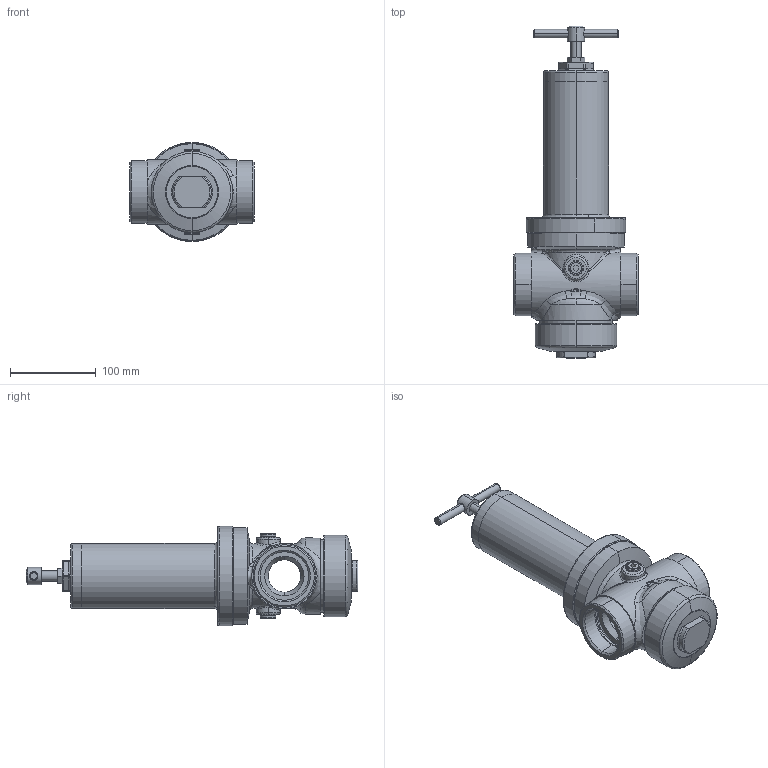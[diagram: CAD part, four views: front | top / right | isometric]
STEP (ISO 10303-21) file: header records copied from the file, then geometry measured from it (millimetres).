
FILE_DESCRIPTION (( 'STEP AP203' ), '1' );
FILE_NAME ('70 BG III G200 Female, Ø84-99.STEP', '2017-12-14T07:23:23', ( '' ), ( '' ), 'SwSTEP 2.0', 'SolidWorks 2016', '' );
FILE_SCHEMA (( 'CONFIG_CONTROL_DESIGN' ));
Length unit declared in the file: millimetre
Products named in the file (1): 70 BG III G200 Female, Ø84-99
Bounding box: 145 x 388 x 115.89 mm (x, y, z)
Volume: 659255.9 mm3; surface area: 263220.6 mm2
Topology: 9 solids, 9 shells, 440 faces, 962 edges, 563 vertices
Faces by surface type: cylinder 120, cone 111, plane 85, torus 84, bspline 32, sphere 8
Entity records: 16426 total; most frequent: CARTESIAN_POINT 6819, DIRECTION 2105, ORIENTED_EDGE 1924, EDGE_CURVE 962, AXIS2_PLACEMENT_3D 919, VERTEX_POINT 563, CIRCLE 510, EDGE_LOOP 481
